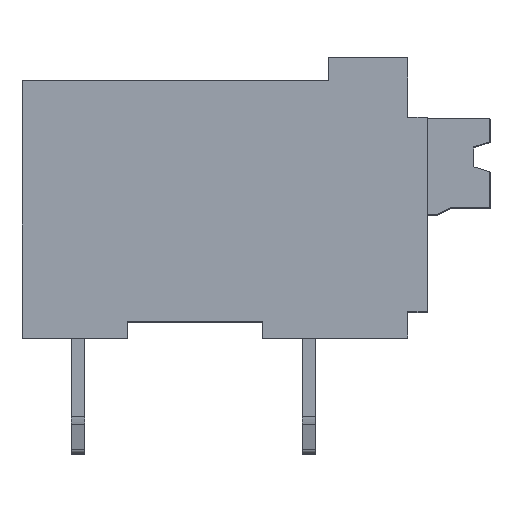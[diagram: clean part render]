
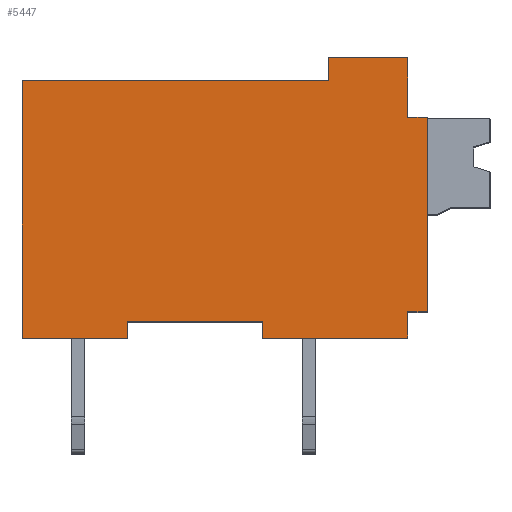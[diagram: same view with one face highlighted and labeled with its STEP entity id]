
A CAD part, top view. The second image highlights one B-rep face of the part: STEP entity #5447.
In plain terms, the highlighted planar face has unit normal (0, 0, 1).
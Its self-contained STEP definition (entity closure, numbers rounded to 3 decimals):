
#9 = CARTESIAN_POINT ( 'NONE',  ( 11.6, -4.15, 2.9 ) ) ;
#154 = CARTESIAN_POINT ( 'NONE',  ( 7.2, -3.65, 2.9 ) ) ;
#679 = DIRECTION ( 'NONE',  ( 1., 0., 0. ) ) ;
#813 = CARTESIAN_POINT ( 'NONE',  ( 12.2, 2.55, 2.9 ) ) ;
#848 = LINE ( 'NONE', #9723, #10550 ) ;
#1123 = DIRECTION ( 'NONE',  ( 0., 1., 0. ) ) ;
#1329 = ORIENTED_EDGE ( 'NONE', *, *, #7816, .F. ) ;
#1420 = LINE ( 'NONE', #6460, #15628 ) ;
#1624 = VERTEX_POINT ( 'NONE', #9127 ) ;
#1659 = CARTESIAN_POINT ( 'NONE',  ( 7.2, -4.15, 2.9 ) ) ;
#1835 = EDGE_CURVE ( 'NONE', #14160, #5199, #848, .T. ) ;
#1946 = CARTESIAN_POINT ( 'NONE',  ( 12.2, -3.35, 2.9 ) ) ;
#1971 = CARTESIAN_POINT ( 'NONE',  ( 11.6, 4.35, 2.9 ) ) ;
#2046 = FACE_OUTER_BOUND ( 'NONE', #2134, .T. ) ;
#2134 = EDGE_LOOP ( 'NONE', ( #5482, #11565, #14210, #6864, #8395, #12035, #6144, #2452, #14348, #16030, #2322, #1329, #9324, #9539 ) ) ;
#2214 = AXIS2_PLACEMENT_3D ( 'NONE', #11192, #13473, #11104 ) ;
#2322 = ORIENTED_EDGE ( 'NONE', *, *, #9697, .F. ) ;
#2452 = ORIENTED_EDGE ( 'NONE', *, *, #7161, .F. ) ;
#2518 = LINE ( 'NONE', #16650, #7178 ) ;
#2540 = DIRECTION ( 'NONE',  ( 0., -1., 0. ) ) ;
#3339 = CARTESIAN_POINT ( 'NONE',  ( 11.6, -3.35, 2.9 ) ) ;
#3665 = VECTOR ( 'NONE', #10502, 1000. ) ;
#3815 = EDGE_CURVE ( 'NONE', #7058, #16747, #14843, .T. ) ;
#3820 = CARTESIAN_POINT ( 'NONE',  ( 9.2, 4.35, 2.9 ) ) ;
#3860 = LINE ( 'NONE', #5149, #13985 ) ;
#3983 = DIRECTION ( 'NONE',  ( 0., -1., 0. ) ) ;
#3999 = VECTOR ( 'NONE', #15119, 1000. ) ;
#4101 = EDGE_CURVE ( 'NONE', #12323, #1624, #1420, .T. ) ;
#4877 = LINE ( 'NONE', #9814, #15170 ) ;
#5019 = CARTESIAN_POINT ( 'NONE',  ( 11.6, 2.55, 2.9 ) ) ;
#5051 = CARTESIAN_POINT ( 'NONE',  ( 12.2, 2.55, 2.9 ) ) ;
#5149 = CARTESIAN_POINT ( 'NONE',  ( 12.2, -3.35, 2.9 ) ) ;
#5199 = VERTEX_POINT ( 'NONE', #5051 ) ;
#5269 = CARTESIAN_POINT ( 'NONE',  ( 7.2, -3.65, 2.9 ) ) ;
#5447 = ADVANCED_FACE ( 'NONE', ( #2046 ), #10938, .T. ) ;
#5482 = ORIENTED_EDGE ( 'NONE', *, *, #7233, .F. ) ;
#5927 = DIRECTION ( 'NONE',  ( 1., 0., 0. ) ) ;
#6144 = ORIENTED_EDGE ( 'NONE', *, *, #6875, .F. ) ;
#6245 = EDGE_CURVE ( 'NONE', #16747, #10126, #11389, .T. ) ;
#6460 = CARTESIAN_POINT ( 'NONE',  ( 9.2, 3.65, 2.9 ) ) ;
#6546 = LINE ( 'NONE', #154, #8797 ) ;
#6864 = ORIENTED_EDGE ( 'NONE', *, *, #7633, .F. ) ;
#6875 = EDGE_CURVE ( 'NONE', #15371, #16003, #11691, .T. ) ;
#6945 = EDGE_CURVE ( 'NONE', #16608, #14492, #15816, .T. ) ;
#7058 = VERTEX_POINT ( 'NONE', #11436 ) ;
#7161 = EDGE_CURVE ( 'NONE', #10126, #15371, #6546, .T. ) ;
#7164 = DIRECTION ( 'NONE',  ( -1., 0., 0. ) ) ;
#7178 = VECTOR ( 'NONE', #3983, 1000. ) ;
#7204 = DIRECTION ( 'NONE',  ( 0., -1., 0. ) ) ;
#7233 = EDGE_CURVE ( 'NONE', #10621, #14160, #2518, .T. ) ;
#7468 = LINE ( 'NONE', #10530, #3999 ) ;
#7490 = DIRECTION ( 'NONE',  ( 1., 0., 0. ) ) ;
#7633 = EDGE_CURVE ( 'NONE', #14492, #12323, #12391, .T. ) ;
#7801 = DIRECTION ( 'NONE',  ( -1., 0., 0. ) ) ;
#7816 = EDGE_CURVE ( 'NONE', #9230, #7982, #3860, .T. ) ;
#7982 = VERTEX_POINT ( 'NONE', #3339 ) ;
#8214 = EDGE_CURVE ( 'NONE', #5199, #9230, #8736, .T. ) ;
#8395 = ORIENTED_EDGE ( 'NONE', *, *, #6945, .F. ) ;
#8736 = LINE ( 'NONE', #813, #10224 ) ;
#8797 = VECTOR ( 'NONE', #7801, 1000. ) ;
#9127 = CARTESIAN_POINT ( 'NONE',  ( 9.2, 4.35, 2.9 ) ) ;
#9230 = VERTEX_POINT ( 'NONE', #1946 ) ;
#9324 = ORIENTED_EDGE ( 'NONE', *, *, #8214, .F. ) ;
#9509 = CARTESIAN_POINT ( 'NONE',  ( 9.2, 3.65, 2.9 ) ) ;
#9539 = ORIENTED_EDGE ( 'NONE', *, *, #1835, .F. ) ;
#9697 = EDGE_CURVE ( 'NONE', #7982, #7058, #7468, .T. ) ;
#9723 = CARTESIAN_POINT ( 'NONE',  ( 11.6, 2.55, 2.9 ) ) ;
#9771 = CARTESIAN_POINT ( 'NONE',  ( 3.1, -3.65, 2.9 ) ) ;
#9814 = CARTESIAN_POINT ( 'NONE',  ( 3.1, -4.15, 2.9 ) ) ;
#10010 = CARTESIAN_POINT ( 'NONE',  ( -0.1, 3.65, 2.9 ) ) ;
#10126 = VERTEX_POINT ( 'NONE', #5269 ) ;
#10224 = VECTOR ( 'NONE', #7204, 1000. ) ;
#10338 = CARTESIAN_POINT ( 'NONE',  ( 3.1, -4.15, 2.9 ) ) ;
#10389 = DIRECTION ( 'NONE',  ( 0., 1., 0. ) ) ;
#10454 = VECTOR ( 'NONE', #1123, 1000. ) ;
#10501 = CARTESIAN_POINT ( 'NONE',  ( 3.1, -3.65, 2.9 ) ) ;
#10502 = DIRECTION ( 'NONE',  ( -1., 0., 0. ) ) ;
#10530 = CARTESIAN_POINT ( 'NONE',  ( 11.6, -3.35, 2.9 ) ) ;
#10550 = VECTOR ( 'NONE', #679, 1000. ) ;
#10621 = VERTEX_POINT ( 'NONE', #1971 ) ;
#10756 = CARTESIAN_POINT ( 'NONE',  ( -0.1, -4.15, 2.9 ) ) ;
#10938 = PLANE ( 'NONE',  #2214 ) ;
#11104 = DIRECTION ( 'NONE',  ( 0., -1., 0. ) ) ;
#11192 = CARTESIAN_POINT ( 'NONE',  ( 6.05, 0., 2.9 ) ) ;
#11276 = VECTOR ( 'NONE', #15896, 1000. ) ;
#11389 = LINE ( 'NONE', #15259, #10454 ) ;
#11436 = CARTESIAN_POINT ( 'NONE',  ( 11.6, -4.15, 2.9 ) ) ;
#11544 = DIRECTION ( 'NONE',  ( -1., 0., 0. ) ) ;
#11565 = ORIENTED_EDGE ( 'NONE', *, *, #15042, .F. ) ;
#11691 = LINE ( 'NONE', #10501, #16146 ) ;
#11696 = EDGE_CURVE ( 'NONE', #16003, #16608, #4877, .T. ) ;
#12035 = ORIENTED_EDGE ( 'NONE', *, *, #11696, .F. ) ;
#12323 = VERTEX_POINT ( 'NONE', #9509 ) ;
#12391 = LINE ( 'NONE', #10010, #15344 ) ;
#13473 = DIRECTION ( 'NONE',  ( 0., 0., 1. ) ) ;
#13985 = VECTOR ( 'NONE', #11544, 1000. ) ;
#14109 = LINE ( 'NONE', #3820, #14215 ) ;
#14160 = VERTEX_POINT ( 'NONE', #5019 ) ;
#14210 = ORIENTED_EDGE ( 'NONE', *, *, #4101, .F. ) ;
#14215 = VECTOR ( 'NONE', #7490, 1000. ) ;
#14348 = ORIENTED_EDGE ( 'NONE', *, *, #6245, .F. ) ;
#14492 = VERTEX_POINT ( 'NONE', #15366 ) ;
#14843 = LINE ( 'NONE', #9, #3665 ) ;
#15024 = CARTESIAN_POINT ( 'NONE',  ( -0.1, -4.15, 2.9 ) ) ;
#15042 = EDGE_CURVE ( 'NONE', #1624, #10621, #14109, .T. ) ;
#15119 = DIRECTION ( 'NONE',  ( 0., -1., 0. ) ) ;
#15170 = VECTOR ( 'NONE', #7164, 1000. ) ;
#15259 = CARTESIAN_POINT ( 'NONE',  ( 7.2, -4.15, 2.9 ) ) ;
#15344 = VECTOR ( 'NONE', #5927, 1000. ) ;
#15366 = CARTESIAN_POINT ( 'NONE',  ( -0.1, 3.65, 2.9 ) ) ;
#15371 = VERTEX_POINT ( 'NONE', #9771 ) ;
#15628 = VECTOR ( 'NONE', #10389, 1000. ) ;
#15816 = LINE ( 'NONE', #10756, #11276 ) ;
#15896 = DIRECTION ( 'NONE',  ( 0., 1., 0. ) ) ;
#16003 = VERTEX_POINT ( 'NONE', #10338 ) ;
#16030 = ORIENTED_EDGE ( 'NONE', *, *, #3815, .F. ) ;
#16146 = VECTOR ( 'NONE', #2540, 1000. ) ;
#16608 = VERTEX_POINT ( 'NONE', #15024 ) ;
#16650 = CARTESIAN_POINT ( 'NONE',  ( 11.6, 4.35, 2.9 ) ) ;
#16747 = VERTEX_POINT ( 'NONE', #1659 ) ;
